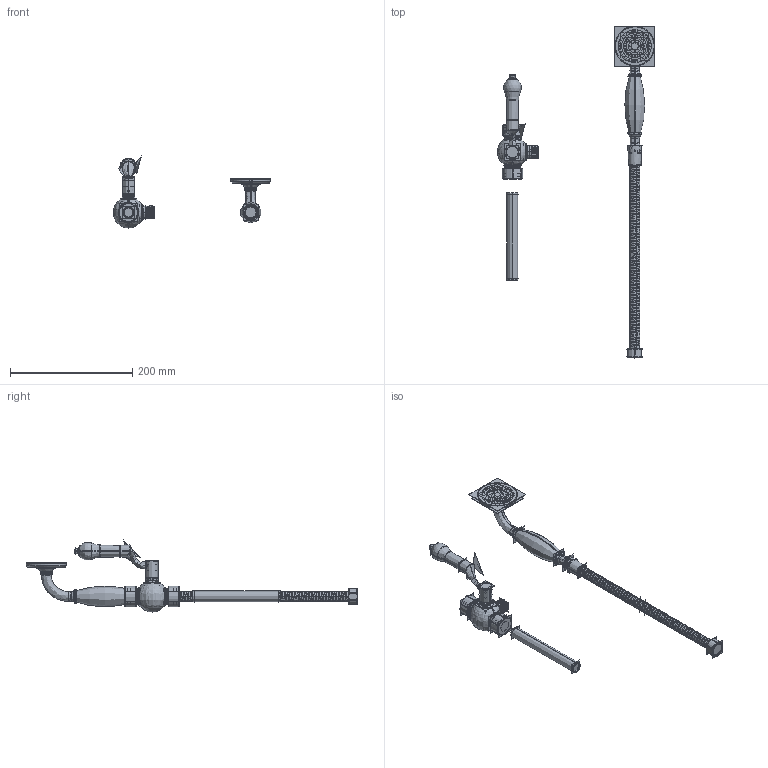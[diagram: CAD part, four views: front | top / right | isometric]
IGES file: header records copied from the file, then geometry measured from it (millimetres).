
Start section:  PTC IGES file: v27-sl8947-00_asm.igs
Global section: file name: v27-sl8947-00_asm.igs; native system: Creo Elements/Pro by Parametric Technology Corporation; preprocessor: 2011080; author: Administrator; organization: Unknown; date: 20150112.135033; units: millimetre
Bounding box: 258.11 x 542.7 x 117.83 mm (x, y, z)
Surface area: 1892131.3 mm2 (no closed solid volume)
Topology: 0 solids, 0 shells, 2874 faces, 40381 edges, 53262 vertices
Faces by surface type: revolution 2030, bspline 844
